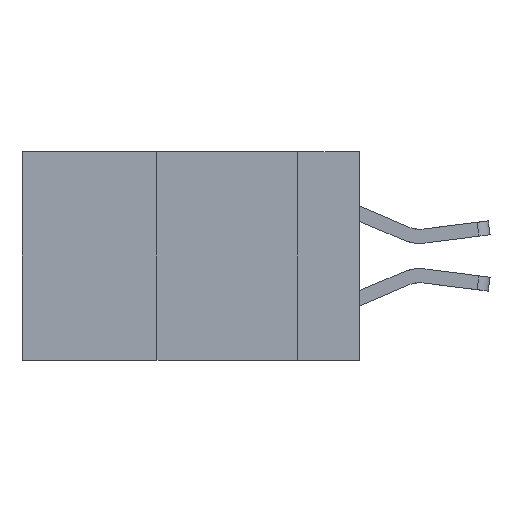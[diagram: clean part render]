
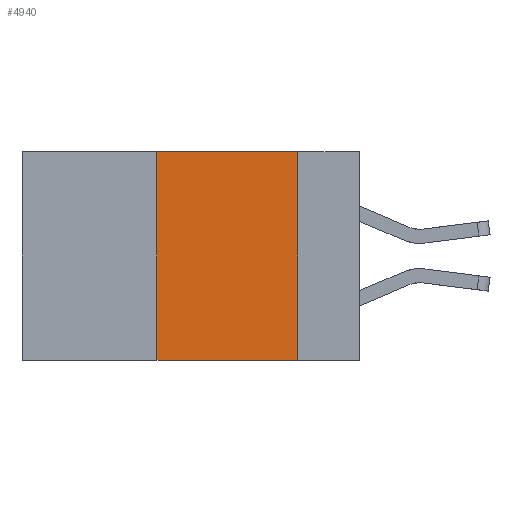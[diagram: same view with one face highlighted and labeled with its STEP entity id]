
A CAD part, left-side view. The second image highlights one B-rep face of the part: STEP entity #4940.
In plain terms, the highlighted planar face has unit normal (-1, 0, 0).
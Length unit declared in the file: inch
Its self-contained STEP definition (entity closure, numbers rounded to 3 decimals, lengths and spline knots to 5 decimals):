
#711 = VECTOR ( 'NONE', #10028, 39.37008 ) ;
#718 = ORIENTED_EDGE ( 'NONE', *, *, #8095, .F. ) ;
#885 = LINE ( 'NONE', #9993, #2873 ) ;
#939 = EDGE_CURVE ( 'NONE', #2545, #7077, #10760, .T. ) ;
#993 = EDGE_CURVE ( 'NONE', #2494, #2545, #9948, .T. ) ;
#1132 = ORIENTED_EDGE ( 'NONE', *, *, #993, .F. ) ;
#1428 = PLANE ( 'NONE',  #9094 ) ;
#1454 = CARTESIAN_POINT ( 'NONE',  ( 0., 0.11, 0. ) ) ;
#2494 = VERTEX_POINT ( 'NONE', #5865 ) ;
#2545 = VERTEX_POINT ( 'NONE', #1454 ) ;
#2873 = VECTOR ( 'NONE', #6509, 39.37008 ) ;
#3302 = CARTESIAN_POINT ( 'NONE',  ( 0., 0.11, 0. ) ) ;
#3380 = DIRECTION ( 'NONE',  ( 0., -1., 0. ) ) ;
#3406 = CARTESIAN_POINT ( 'NONE',  ( 0., 0.11, -0.37 ) ) ;
#3626 = EDGE_CURVE ( 'NONE', #9902, #7077, #6206, .T. ) ;
#3941 = CARTESIAN_POINT ( 'NONE',  ( 0., 0.6, -0.37 ) ) ;
#4691 = FACE_OUTER_BOUND ( 'NONE', #4859, .T. ) ;
#4697 = ORIENTED_EDGE ( 'NONE', *, *, #939, .F. ) ;
#4859 = EDGE_LOOP ( 'NONE', ( #4697, #1132, #718, #4962 ) ) ;
#4940 = ADVANCED_FACE ( 'NONE', ( #4691 ), #1428, .F. ) ;
#4962 = ORIENTED_EDGE ( 'NONE', *, *, #3626, .T. ) ;
#5310 = VECTOR ( 'NONE', #3380, 39.37008 ) ;
#5865 = CARTESIAN_POINT ( 'NONE',  ( 0., 0.36, 0. ) ) ;
#6206 = LINE ( 'NONE', #3941, #711 ) ;
#6509 = DIRECTION ( 'NONE',  ( 0., 0., 1. ) ) ;
#6514 = CARTESIAN_POINT ( 'NONE',  ( 0., 0.36, -0.37 ) ) ;
#6518 = DIRECTION ( 'NONE',  ( 1., 0., 0. ) ) ;
#6631 = DIRECTION ( 'NONE',  ( 0., 0., -1. ) ) ;
#7077 = VERTEX_POINT ( 'NONE', #3406 ) ;
#7744 = CARTESIAN_POINT ( 'NONE',  ( 0., 0.6, 0. ) ) ;
#8095 = EDGE_CURVE ( 'NONE', #9902, #2494, #885, .T. ) ;
#8174 = VECTOR ( 'NONE', #11205, 39.37008 ) ;
#9094 = AXIS2_PLACEMENT_3D ( 'NONE', #9197, #6518, #6631 ) ;
#9197 = CARTESIAN_POINT ( 'NONE',  ( 0., 0.6, 0. ) ) ;
#9902 = VERTEX_POINT ( 'NONE', #6514 ) ;
#9948 = LINE ( 'NONE', #7744, #5310 ) ;
#9993 = CARTESIAN_POINT ( 'NONE',  ( 0., 0.36, 0. ) ) ;
#10028 = DIRECTION ( 'NONE',  ( 0., -1., 0. ) ) ;
#10760 = LINE ( 'NONE', #3302, #8174 ) ;
#11205 = DIRECTION ( 'NONE',  ( 0., 0., -1. ) ) ;
